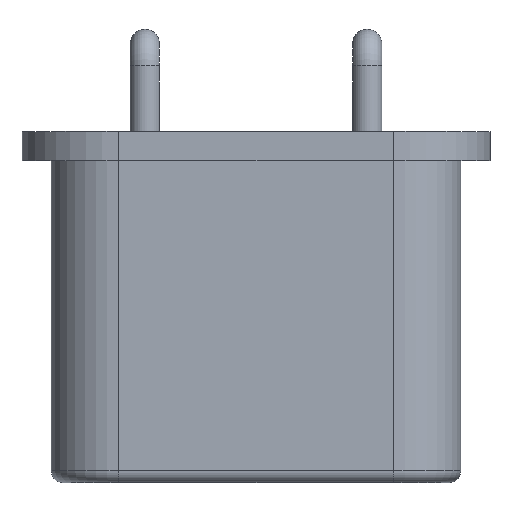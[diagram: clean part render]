
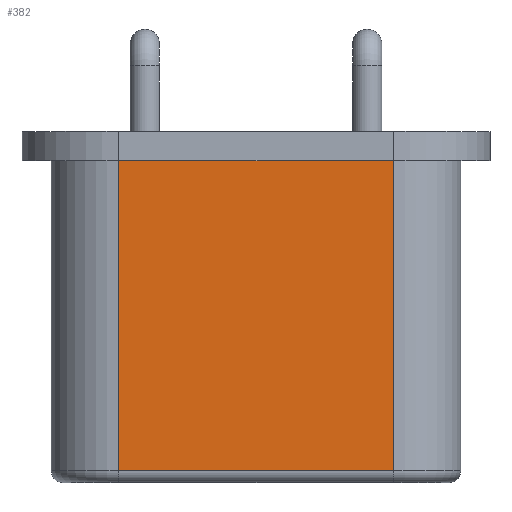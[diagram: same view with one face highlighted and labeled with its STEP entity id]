
A CAD part, top view. The second image highlights one B-rep face of the part: STEP entity #382.
In plain terms, the highlighted planar face has unit normal (0, 0, 1).
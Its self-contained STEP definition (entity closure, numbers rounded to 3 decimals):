
#33=DIRECTION('',(1.,0.,0.));
#47=DIRECTION('',(-1.,0.,0.));
#96=CARTESIAN_POINT('',(-0.45,-1.5,2.9));
#106=CARTESIAN_POINT('',(4.25,-1.5,2.9));
#280=VERTEX_POINT('',#281);
#281=CARTESIAN_POINT('',(4.25,-2.,2.9));
#287=ORIENTED_EDGE('',*,*,#288,.F.);
#288=EDGE_CURVE('',#289,#280,#291,.T.);
#289=VERTEX_POINT('',#290);
#290=CARTESIAN_POINT('',(-0.45,-2.,2.9));
#291=LINE('',#290,#292);
#292=VECTOR('',#293,1.);
#293=DIRECTION('',(1.,0.,0.));
#331=VECTOR('',#332,1.);
#332=DIRECTION('',(0.,-1.,0.));
#335=VERTEX_POINT('',#336);
#336=CARTESIAN_POINT('',(4.25,-7.3,2.9));
#342=ORIENTED_EDGE('',*,*,#343,.F.);
#343=EDGE_CURVE('',#280,#335,#344,.T.);
#344=LINE('',#106,#331);
#363=DIRECTION('',(0.,0.,1.));
#368=ORIENTED_EDGE('',*,*,#369,.T.);
#369=EDGE_CURVE('',#289,#370,#372,.T.);
#370=VERTEX_POINT('',#371);
#371=CARTESIAN_POINT('',(-0.45,-7.3,2.9));
#372=LINE('',#96,#331);
#382=ADVANCED_FACE('',(#383),#389,.T.);
#383=FACE_BOUND('',#384,.T.);
#384=EDGE_LOOP('',(#287,#368,#385,#342));
#385=ORIENTED_EDGE('',*,*,#386,.F.);
#386=EDGE_CURVE('',#335,#370,#387,.T.);
#387=LINE('',#336,#388);
#388=VECTOR('',#47,1.);
#389=PLANE('',#390);
#390=AXIS2_PLACEMENT_3D('',#96,#363,#33);
